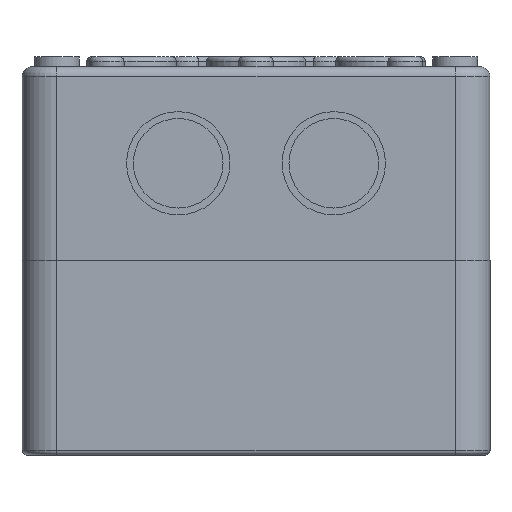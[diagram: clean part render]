
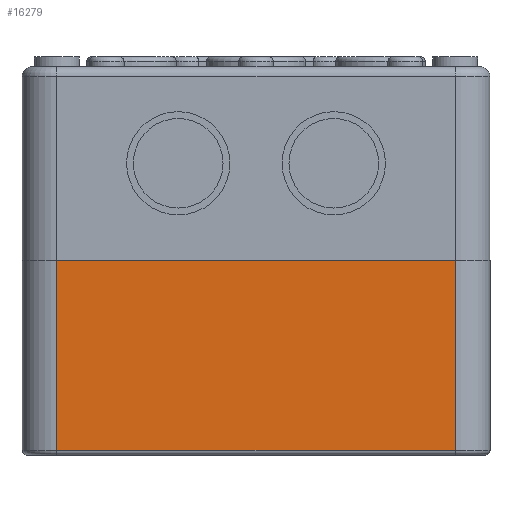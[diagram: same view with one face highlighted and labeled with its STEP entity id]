
A CAD part, front view. The second image highlights one B-rep face of the part: STEP entity #16279.
In plain terms, the highlighted planar face has unit normal (0, -1, 0).
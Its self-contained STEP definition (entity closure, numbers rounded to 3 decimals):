
#14683=CARTESIAN_POINT('',(-3.641,-102.18,39.0));
#14684=VERTEX_POINT('',#14683);
#14692=CARTESIAN_POINT('',(76.359,-102.18,39.0));
#14693=VERTEX_POINT('',#14692);
#14694=CARTESIAN_POINT('',(76.359,-102.18,39.0));
#14695=DIRECTION('',(-1.0,0.0,0.0));
#14696=VECTOR('',#14695,80.0);
#14697=LINE('',#14694,#14696);
#14698=EDGE_CURVE('',#14693,#14684,#14697,.T.);
#15883=CARTESIAN_POINT('',(-3.641,-102.18,1.0));
#15884=VERTEX_POINT('',#15883);
#15951=CARTESIAN_POINT('',(76.359,-102.18,1.0));
#15952=VERTEX_POINT('',#15951);
#15960=CARTESIAN_POINT('',(76.359,-102.18,1.0));
#15961=DIRECTION('',(-1.0,0.0,0.0));
#15962=VECTOR('',#15961,80.0);
#15963=LINE('',#15960,#15962);
#15964=EDGE_CURVE('',#15952,#15884,#15963,.T.);
#16254=CARTESIAN_POINT('',(76.359,-102.18,1.0));
#16255=DIRECTION('',(0.0,0.0,1.0));
#16256=VECTOR('',#16255,38.0);
#16257=LINE('',#16254,#16256);
#16258=EDGE_CURVE('',#15952,#14693,#16257,.T.);
#16263=CARTESIAN_POINT('',(76.359,-102.18,0.0));
#16264=DIRECTION('',(0.0,-1.0,0.0));
#16265=DIRECTION('',(0.0,0.0,-1.0));
#16266=AXIS2_PLACEMENT_3D('',#16263,#16264,#16265);
#16267=PLANE('',#16266);
#16268=ORIENTED_EDGE('',*,*,#15964,.F.);
#16269=ORIENTED_EDGE('',*,*,#16258,.T.);
#16270=ORIENTED_EDGE('',*,*,#14698,.T.);
#16271=CARTESIAN_POINT('',(-3.641,-102.18,1.0));
#16272=DIRECTION('',(0.0,0.0,1.0));
#16273=VECTOR('',#16272,38.0);
#16274=LINE('',#16271,#16273);
#16275=EDGE_CURVE('',#15884,#14684,#16274,.T.);
#16276=ORIENTED_EDGE('',*,*,#16275,.F.);
#16277=EDGE_LOOP('',(#16268,#16269,#16270,#16276));
#16278=FACE_OUTER_BOUND('',#16277,.T.);
#16279=ADVANCED_FACE('',(#16278),#16267,.T.);
